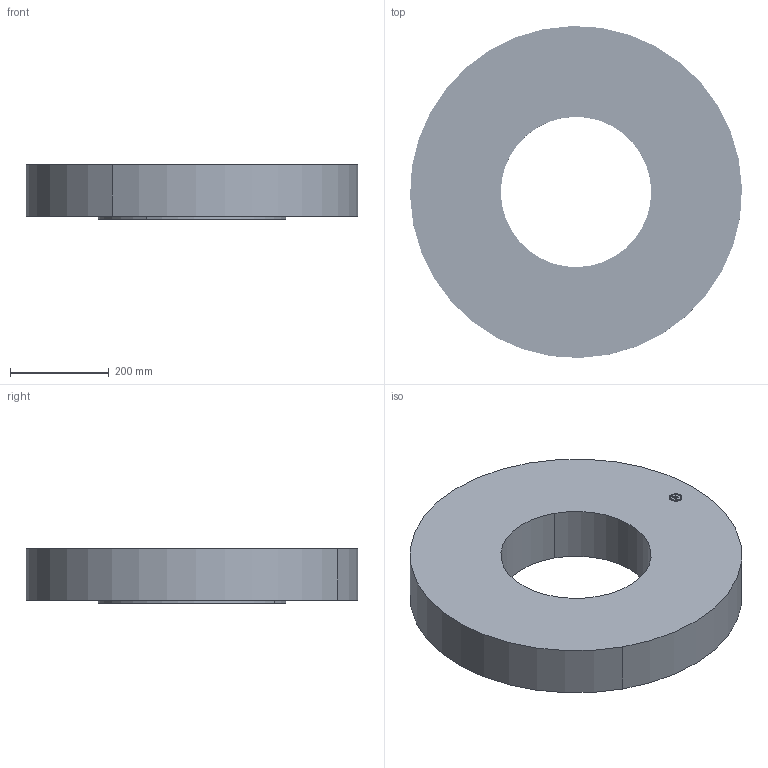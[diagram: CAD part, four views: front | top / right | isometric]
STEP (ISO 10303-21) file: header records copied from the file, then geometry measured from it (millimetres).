
FILE_DESCRIPTION(('3D STEP'),'2;1');
FILE_NAME('12-1500-FB-RF-STUDOUT-FLANGE.stp','2013-11-25T01:00:22+00:00',('Texas Flange'),(''),'CATIA Version 5 Release 20 SP 6 (IN-10)','CATIA V5 STEP AP214','800-826-3801');
FILE_SCHEMA(('AUTOMOTIVE_DESIGN { 1 0 10303 214 1 1 1 1 }'));
Products named in the file (1): 12-1500-FB-RF-STUDOUT-FLANGE
Bounding box: 672.91 x 672.91 x 111 mm (x, y, z)
Volume: 27228096.9 mm3; surface area: 1165150.3 mm2
Topology: 1 solids, 1 shells, 2250 faces, 6610 edges, 4364 vertices
Faces by surface type: bspline 1136, cylinder 634, plane 368, cone 80, revolution 32
Entity records: 129934 total; most frequent: CARTESIAN_POINT 82820, ORIENTED_EDGE 13156, EDGE_CURVE 6578, B_SPLINE_CURVE_WITH_KNOTS 4608, VERTEX_POINT 4364, DIRECTION 2876, EDGE_LOOP 2286, ADVANCED_FACE 2250
